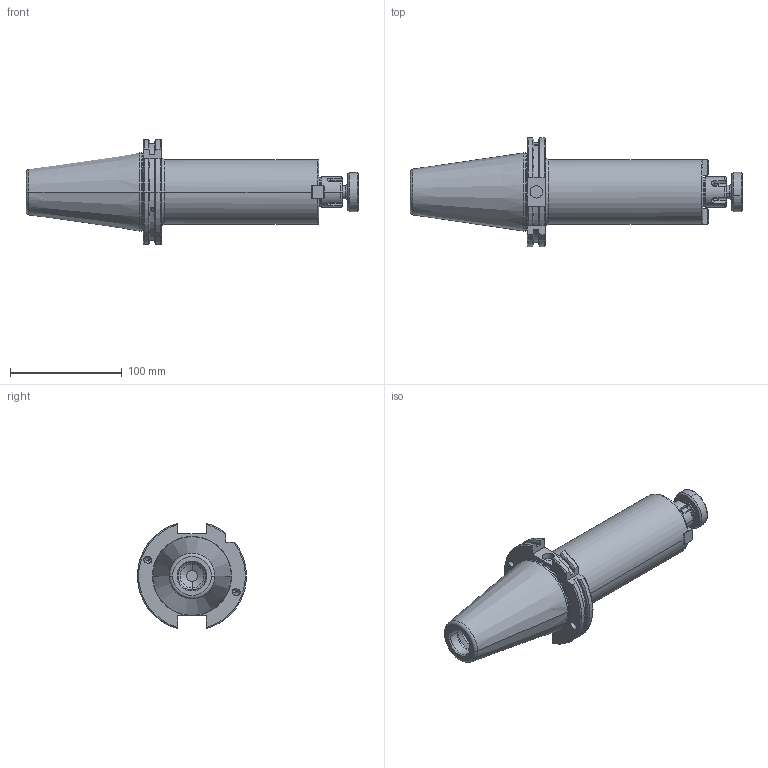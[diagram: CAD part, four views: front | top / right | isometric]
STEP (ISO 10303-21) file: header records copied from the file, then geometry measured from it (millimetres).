
FILE_DESCRIPTION (( 'STEP AP203' ), '1' );
FILE_NAME ('SK50 SMS27 160 FTC WW.STEP', '2014-12-02T11:24:07', ( 'FALCON' ), ( '' ), 'SwSTEP 2.0', 'SolidWorks 2009', '' );
FILE_SCHEMA (( 'CONFIG_CONTROL_DESIGN' ));
Length unit declared in the file: millimetre
Products named in the file (8): CCS-M12-27-1; SK50 SMS27 160 FTC WW; AS-M5X16_AS-M5X12; CCS-M12-27; CCS-M12-27-2; KEY 12x14.5x12 - 27; M4X4_DIN 913 - M4 x 4-N
Assembly tree (10 placements, depth 3):
  SK50 SMS27 160 FTC WW
    KEY 12x14.5x12 - 27  x2
    AS-M5X16_AS-M5X12  x2
    M4X4_DIN 913 - M4 x 4-N  x2
    CCS-M12-27
      CCS-M12-27-2
      CCS-M12-27-1
    SK50 SMS27 160 FTC WW
Bounding box: 296.75 x 97.5 x 94.05 mm (x, y, z)
Volume: 715329.9 mm3; surface area: 85368 mm2
Topology: 9 solids, 9 shells, 348 faces, 839 edges, 511 vertices
Faces by surface type: plane 136, cylinder 95, cone 74, torus 35, sphere 8
Entity records: 10464 total; most frequent: CARTESIAN_POINT 2762, DIRECTION 1454, ORIENTED_EDGE 1402, EDGE_CURVE 701, AXIS2_PLACEMENT_3D 566, VERTEX_POINT 434, VECTOR 322, LINE 322
